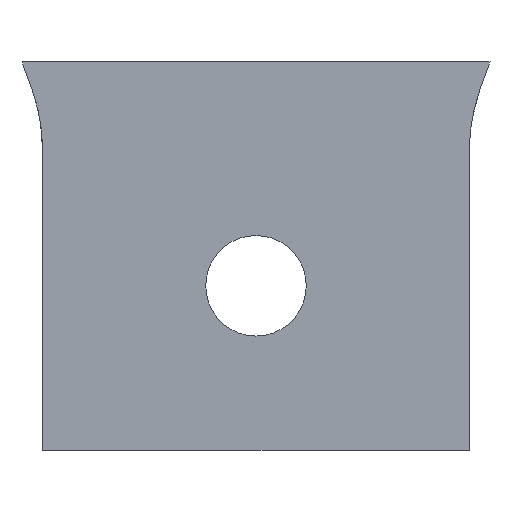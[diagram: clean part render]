
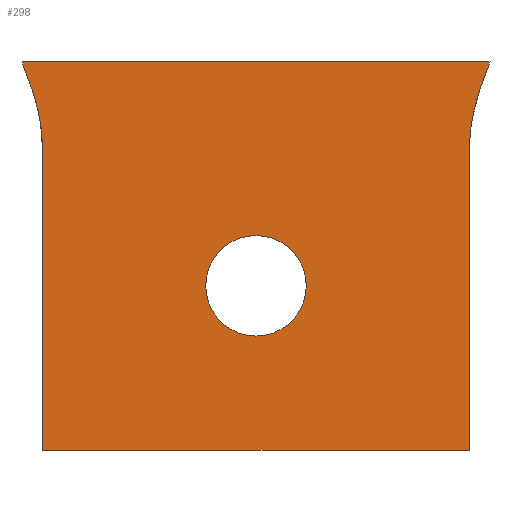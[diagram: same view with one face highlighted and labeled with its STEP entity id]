
A CAD part, front view. The second image highlights one B-rep face of the part: STEP entity #298.
In plain terms, the highlighted planar face has unit normal (0, -1, 0).
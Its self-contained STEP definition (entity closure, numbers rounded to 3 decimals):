
#16=FACE_BOUND('',#59,.T.);
#28=PLANE('',#336);
#42=FACE_OUTER_BOUND('',#58,.T.);
#58=EDGE_LOOP('',(#262,#263,#264,#265,#266,#267,#268,#269));
#59=EDGE_LOOP('',(#270));
#68=LINE('',#442,#99);
#73=LINE('',#453,#104);
#78=LINE('',#462,#109);
#89=LINE('',#497,#120);
#90=LINE('',#500,#121);
#91=LINE('',#502,#122);
#99=VECTOR('',#356,10.);
#104=VECTOR('',#363,10.);
#109=VECTOR('',#370,10.);
#120=VECTOR('',#409,10.);
#121=VECTOR('',#412,10.);
#122=VECTOR('',#413,10.);
#126=CIRCLE('',#318,1.65);
#130=CIRCLE('',#334,6.);
#131=CIRCLE('',#337,6.);
#133=VERTEX_POINT('',#428);
#138=VERTEX_POINT('',#439);
#139=VERTEX_POINT('',#441);
#143=VERTEX_POINT('',#450);
#144=VERTEX_POINT('',#452);
#156=VERTEX_POINT('',#491);
#157=VERTEX_POINT('',#495);
#158=VERTEX_POINT('',#499);
#159=VERTEX_POINT('',#501);
#162=EDGE_CURVE('',#133,#133,#126,.T.);
#167=EDGE_CURVE('',#138,#139,#68,.T.);
#172=EDGE_CURVE('',#143,#144,#73,.T.);
#177=EDGE_CURVE('',#139,#143,#78,.T.);
#193=EDGE_CURVE('',#138,#156,#130,.T.);
#195=EDGE_CURVE('',#157,#156,#89,.T.);
#196=EDGE_CURVE('',#158,#157,#90,.T.);
#197=EDGE_CURVE('',#159,#158,#91,.T.);
#198=EDGE_CURVE('',#159,#144,#131,.T.);
#262=ORIENTED_EDGE('',*,*,#196,.F.);
#263=ORIENTED_EDGE('',*,*,#197,.F.);
#264=ORIENTED_EDGE('',*,*,#198,.T.);
#265=ORIENTED_EDGE('',*,*,#172,.F.);
#266=ORIENTED_EDGE('',*,*,#177,.F.);
#267=ORIENTED_EDGE('',*,*,#167,.F.);
#268=ORIENTED_EDGE('',*,*,#193,.T.);
#269=ORIENTED_EDGE('',*,*,#195,.F.);
#270=ORIENTED_EDGE('',*,*,#162,.T.);
#298=ADVANCED_FACE('',(#42,#16),#28,.F.);
#318=AXIS2_PLACEMENT_3D('',#430,#348,#349);
#334=AXIS2_PLACEMENT_3D('',#493,#404,#405);
#336=AXIS2_PLACEMENT_3D('',#498,#410,#411);
#337=AXIS2_PLACEMENT_3D('',#503,#414,#415);
#348=DIRECTION('center_axis',(0.,1.,0.));
#349=DIRECTION('ref_axis',(-1.,0.,0.));
#356=DIRECTION('',(0.,0.,-1.));
#363=DIRECTION('',(0.,0.,1.));
#370=DIRECTION('',(-1.,0.,0.));
#404=DIRECTION('center_axis',(0.,1.,0.));
#405=DIRECTION('ref_axis',(-1.,0.,0.));
#409=DIRECTION('',(-0.342,0.,-0.94));
#410=DIRECTION('center_axis',(0.,1.,0.));
#411=DIRECTION('ref_axis',(-1.,0.,0.));
#412=DIRECTION('',(1.,0.,0.));
#413=DIRECTION('',(-0.342,0.,0.94));
#414=DIRECTION('center_axis',(0.,1.,0.));
#415=DIRECTION('ref_axis',(0.94,0.,0.342));
#428=CARTESIAN_POINT('',(1.65,-104.702,60.753));
#430=CARTESIAN_POINT('Origin',(0.,-104.702,60.753));
#439=CARTESIAN_POINT('',(7.,-104.702,65.169));
#441=CARTESIAN_POINT('',(7.,-104.702,55.361));
#442=CARTESIAN_POINT('',(7.,-104.702,65.169));
#450=CARTESIAN_POINT('',(-7.,-104.702,55.361));
#452=CARTESIAN_POINT('',(-7.,-104.702,65.171));
#453=CARTESIAN_POINT('',(-7.,-104.702,52.361));
#462=CARTESIAN_POINT('',(7.,-104.702,55.361));
#491=CARTESIAN_POINT('',(7.362,-104.702,67.221));
#493=CARTESIAN_POINT('Origin',(13.,-104.702,65.169));
#495=CARTESIAN_POINT('',(7.682,-104.702,68.101));
#497=CARTESIAN_POINT('',(7.682,-104.702,68.101));
#498=CARTESIAN_POINT('Origin',(0.,-104.702,38.736));
#499=CARTESIAN_POINT('',(-7.682,-104.702,68.101));
#500=CARTESIAN_POINT('',(-3.499,-104.702,68.101));
#501=CARTESIAN_POINT('',(-7.362,-104.702,67.223));
#502=CARTESIAN_POINT('',(-7.362,-104.702,67.223));
#503=CARTESIAN_POINT('Origin',(-13.,-104.702,65.171));
